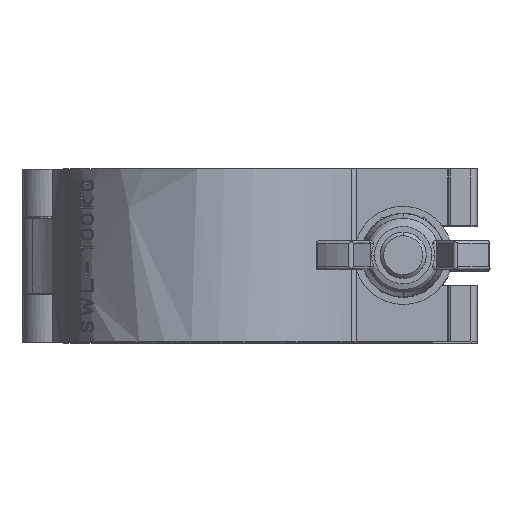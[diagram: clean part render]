
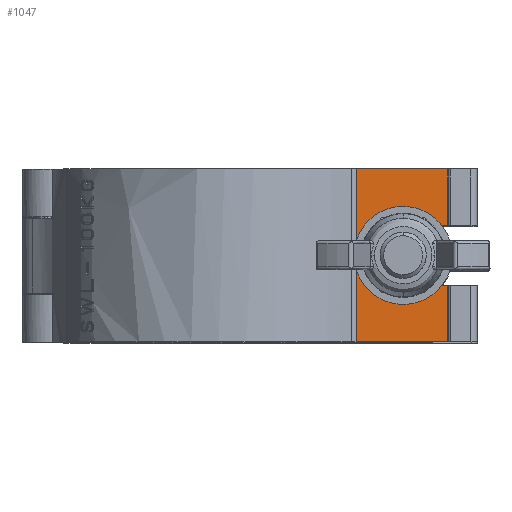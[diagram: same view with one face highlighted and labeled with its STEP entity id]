
A CAD part, top view. The second image highlights one B-rep face of the part: STEP entity #1047.
In plain terms, the highlighted planar face has unit normal (-0.015, 0, 1).
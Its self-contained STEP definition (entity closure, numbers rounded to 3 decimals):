
#1047=ADVANCED_FACE('',(#1958),#14166,.T.);
#1958=FACE_OUTER_BOUND('',#2920,.T.);
#2920=EDGE_LOOP('',(#6635,#6636,#6637,#6638,#6639,#6640,#6641,#6642));
#6635=ORIENTED_EDGE('',*,*,#9294,.T.);
#6636=ORIENTED_EDGE('',*,*,#9295,.T.);
#6637=ORIENTED_EDGE('',*,*,#9296,.T.);
#6638=ORIENTED_EDGE('',*,*,#9297,.T.);
#6639=ORIENTED_EDGE('',*,*,#9298,.T.);
#6640=ORIENTED_EDGE('',*,*,#9299,.T.);
#6641=ORIENTED_EDGE('',*,*,#9300,.T.);
#6642=ORIENTED_EDGE('',*,*,#9301,.T.);
#9294=EDGE_CURVE('',#13032,#13031,#11720,.T.);
#9295=EDGE_CURVE('',#13031,#13054,#11721,.T.);
#9296=EDGE_CURVE('',#13054,#13055,#11722,.T.);
#9297=EDGE_CURVE('',#13055,#13056,#11723,.T.);
#9298=EDGE_CURVE('',#13056,#13057,#11724,.T.);
#9299=EDGE_CURVE('',#13057,#13036,#11725,.T.);
#9300=EDGE_CURVE('',#13036,#13035,#11726,.T.);
#9301=EDGE_CURVE('',#13035,#13032,#10443,.T.);
#10443=(
BOUNDED_CURVE()
B_SPLINE_CURVE(2,(#36721,#36722,#36723,#36724,#36725),.UNSPECIFIED.,.F.,
 .F.)
B_SPLINE_CURVE_WITH_KNOTS((3,2,3),(1.571,3.142,4.712),
 .UNSPECIFIED.)
CURVE()
GEOMETRIC_REPRESENTATION_ITEM()
RATIONAL_B_SPLINE_CURVE((1.,0.707,1.,0.707,1.))
REPRESENTATION_ITEM('')
);
#11720=B_SPLINE_CURVE_WITH_KNOTS('',1,(#36707,#36708),.UNSPECIFIED.,.F.,
 .F.,(2,2),(4.028,12.826),.UNSPECIFIED.);
#11721=B_SPLINE_CURVE_WITH_KNOTS('',1,(#36709,#36710),.UNSPECIFIED.,.F.,
 .F.,(2,2),(20.15,30.),.UNSPECIFIED.);
#11722=B_SPLINE_CURVE_WITH_KNOTS('',1,(#36711,#36712),.UNSPECIFIED.,.F.,
 .F.,(2,2),(0.,15.91),.UNSPECIFIED.);
#11723=B_SPLINE_CURVE_WITH_KNOTS('',1,(#36713,#36714),.UNSPECIFIED.,.F.,
 .F.,(2,2),(-30.,0.),.UNSPECIFIED.);
#11724=B_SPLINE_CURVE_WITH_KNOTS('',1,(#36715,#36716),.UNSPECIFIED.,.F.,
 .F.,(2,2),(-15.91,0.),.UNSPECIFIED.);
#11725=B_SPLINE_CURVE_WITH_KNOTS('',1,(#36717,#36718),.UNSPECIFIED.,.F.,
 .F.,(2,2),(0.,9.85),.UNSPECIFIED.);
#11726=B_SPLINE_CURVE_WITH_KNOTS('',1,(#36719,#36720),.UNSPECIFIED.,.F.,
 .F.,(2,2),(-2.786,6.012),.UNSPECIFIED.);
#13031=VERTEX_POINT('',#35690);
#13032=VERTEX_POINT('',#35691);
#13035=VERTEX_POINT('',#35694);
#13036=VERTEX_POINT('',#35695);
#13054=VERTEX_POINT('',#35713);
#13055=VERTEX_POINT('',#35714);
#13056=VERTEX_POINT('',#35715);
#13057=VERTEX_POINT('',#35716);
#14166=PLANE('',#14499);
#14499=AXIS2_PLACEMENT_3D('',#35387,#14817,$);
#14817=DIRECTION('',(-0.015,0.,1.));
#35387=CARTESIAN_POINT('',(-368.144,-109.748,87.601));
#35690=CARTESIAN_POINT('',(-352.226,-89.588,87.837));
#35691=CARTESIAN_POINT('',(-361.023,-89.588,87.707));
#35694=CARTESIAN_POINT('',(-361.023,-99.888,87.707));
#35695=CARTESIAN_POINT('',(-352.226,-99.888,87.837));
#35713=CARTESIAN_POINT('',(-352.226,-79.738,87.837));
#35714=CARTESIAN_POINT('',(-368.134,-79.738,87.601));
#35715=CARTESIAN_POINT('',(-368.134,-109.738,87.601));
#35716=CARTESIAN_POINT('',(-352.226,-109.738,87.837));
#36707=CARTESIAN_POINT('',(-361.023,-89.588,87.707));
#36708=CARTESIAN_POINT('',(-352.226,-89.588,87.837));
#36709=CARTESIAN_POINT('',(-352.226,-89.588,87.837));
#36710=CARTESIAN_POINT('',(-352.226,-79.738,87.837));
#36711=CARTESIAN_POINT('',(-352.226,-79.738,87.837));
#36712=CARTESIAN_POINT('',(-368.134,-79.738,87.601));
#36713=CARTESIAN_POINT('',(-368.134,-79.738,87.601));
#36714=CARTESIAN_POINT('',(-368.134,-109.738,87.601));
#36715=CARTESIAN_POINT('',(-368.134,-109.738,87.601));
#36716=CARTESIAN_POINT('',(-352.226,-109.738,87.837));
#36717=CARTESIAN_POINT('',(-352.226,-109.738,87.837));
#36718=CARTESIAN_POINT('',(-352.226,-99.888,87.837));
#36719=CARTESIAN_POINT('',(-352.226,-99.888,87.837));
#36720=CARTESIAN_POINT('',(-361.023,-99.888,87.707));
#36721=CARTESIAN_POINT('',(-361.023,-99.888,87.707));
#36722=CARTESIAN_POINT('',(-366.286,-99.888,87.628));
#36723=CARTESIAN_POINT('',(-366.286,-94.738,87.628));
#36724=CARTESIAN_POINT('',(-366.286,-89.588,87.628));
#36725=CARTESIAN_POINT('',(-361.023,-89.588,87.707));
